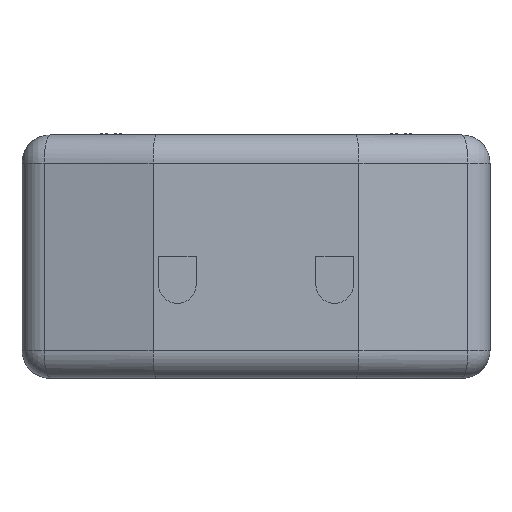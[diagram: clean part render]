
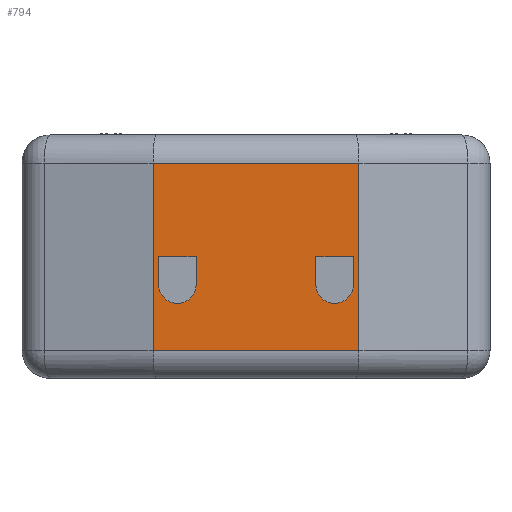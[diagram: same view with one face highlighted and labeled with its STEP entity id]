
A CAD part, left-side view. The second image highlights one B-rep face of the part: STEP entity #794.
In plain terms, the highlighted planar face has unit normal (-1, 0, 0).
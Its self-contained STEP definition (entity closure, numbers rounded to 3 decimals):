
#242 = DIRECTION ( 'NONE',  ( 0., 0., 1. ) ) ;
#502 = DIRECTION ( 'NONE',  ( 0., 0., 1. ) ) ;
#633 = DIRECTION ( 'NONE',  ( 0., 0., 1. ) ) ;
#765 = ORIENTED_EDGE ( 'NONE', *, *, #17483, .T. ) ;
#794 = ADVANCED_FACE ( 'NONE', ( #9122, #2815, #3473 ), #17290, .T. ) ;
#1145 = DIRECTION ( 'NONE',  ( 0., 0., 1. ) ) ;
#1177 = ORIENTED_EDGE ( 'NONE', *, *, #9659, .F. ) ;
#1391 = VERTEX_POINT ( 'NONE', #12040 ) ;
#1827 = CARTESIAN_POINT ( 'NONE',  ( -35.3, 5.2, -1.5 ) ) ;
#2033 = DIRECTION ( 'NONE',  ( 0., 1., 0. ) ) ;
#2160 = ORIENTED_EDGE ( 'NONE', *, *, #3092, .F. ) ;
#2672 = CARTESIAN_POINT ( 'NONE',  ( -35.3, 3.2, -1.5 ) ) ;
#2683 = VERTEX_POINT ( 'NONE', #11794 ) ;
#2755 = ORIENTED_EDGE ( 'NONE', *, *, #17685, .F. ) ;
#2815 = FACE_BOUND ( 'NONE', #7478, .T. ) ;
#2856 = CARTESIAN_POINT ( 'NONE',  ( -35.3, 0., 0. ) ) ;
#3039 = LINE ( 'NONE', #3835, #13721 ) ;
#3092 = EDGE_CURVE ( 'NONE', #2683, #16786, #5500, .T. ) ;
#3439 = VERTEX_POINT ( 'NONE', #3995 ) ;
#3473 = FACE_OUTER_BOUND ( 'NONE', #5467, .T. ) ;
#3679 = EDGE_CURVE ( 'NONE', #11483, #1391, #6641, .T. ) ;
#3835 = CARTESIAN_POINT ( 'NONE',  ( -35.3, 0., 5. ) ) ;
#3888 = VERTEX_POINT ( 'NONE', #1827 ) ;
#3929 = VECTOR ( 'NONE', #7240, 1000. ) ;
#3995 = CARTESIAN_POINT ( 'NONE',  ( -35.3, 5.2, 0. ) ) ;
#4552 = CARTESIAN_POINT ( 'NONE',  ( -35.3, 5.5, 5. ) ) ;
#4645 = EDGE_CURVE ( 'NONE', #8440, #10508, #3039, .T. ) ;
#4678 = CARTESIAN_POINT ( 'NONE',  ( -35.3, 3.2, 6.5 ) ) ;
#4710 = VECTOR ( 'NONE', #4861, 1000. ) ;
#4725 = LINE ( 'NONE', #2856, #11290 ) ;
#4861 = DIRECTION ( 'NONE',  ( 0., 0., -1. ) ) ;
#4862 = AXIS2_PLACEMENT_3D ( 'NONE', #18612, #18546, #1145 ) ;
#5107 = CARTESIAN_POINT ( 'NONE',  ( -35.3, -5.2, 6.5 ) ) ;
#5467 = EDGE_LOOP ( 'NONE', ( #765, #18445, #2755, #10203 ) ) ;
#5500 = CIRCLE ( 'NONE', #4862, 1. ) ;
#5535 = CARTESIAN_POINT ( 'NONE',  ( -35.3, -3.2, 6.5 ) ) ;
#6135 = ORIENTED_EDGE ( 'NONE', *, *, #17764, .F. ) ;
#6440 = DIRECTION ( 'NONE',  ( 0., 0., 1. ) ) ;
#6558 = AXIS2_PLACEMENT_3D ( 'NONE', #10689, #7501, #633 ) ;
#6641 = LINE ( 'NONE', #15977, #3929 ) ;
#6737 = VECTOR ( 'NONE', #12420, 1000. ) ;
#7240 = DIRECTION ( 'NONE',  ( 0., -1., 0. ) ) ;
#7277 = VERTEX_POINT ( 'NONE', #11139 ) ;
#7285 = CARTESIAN_POINT ( 'NONE',  ( -35.3, -5.5, 5. ) ) ;
#7478 = EDGE_LOOP ( 'NONE', ( #2160, #17936, #9848, #6135 ) ) ;
#7501 = DIRECTION ( 'NONE',  ( -1., 0., 0. ) ) ;
#7769 = CARTESIAN_POINT ( 'NONE',  ( -35.3, 3.2, 0. ) ) ;
#8440 = VERTEX_POINT ( 'NONE', #7285 ) ;
#8447 = VERTEX_POINT ( 'NONE', #12980 ) ;
#8600 = DIRECTION ( 'NONE',  ( 0., 1., 0. ) ) ;
#9020 = CIRCLE ( 'NONE', #6558, 1. ) ;
#9037 = DIRECTION ( 'NONE',  ( -1., 0., 0. ) ) ;
#9122 = FACE_BOUND ( 'NONE', #13498, .T. ) ;
#9308 = LINE ( 'NONE', #4678, #10216 ) ;
#9425 = ORIENTED_EDGE ( 'NONE', *, *, #18485, .F. ) ;
#9659 = EDGE_CURVE ( 'NONE', #17533, #3439, #12782, .T. ) ;
#9848 = ORIENTED_EDGE ( 'NONE', *, *, #16568, .F. ) ;
#10203 = ORIENTED_EDGE ( 'NONE', *, *, #4645, .T. ) ;
#10216 = VECTOR ( 'NONE', #502, 1000. ) ;
#10508 = VERTEX_POINT ( 'NONE', #4552 ) ;
#10539 = CARTESIAN_POINT ( 'NONE',  ( -35.3, 5.5, -5. ) ) ;
#10689 = CARTESIAN_POINT ( 'NONE',  ( -35.3, 4.2, -1.5 ) ) ;
#10888 = ORIENTED_EDGE ( 'NONE', *, *, #16710, .F. ) ;
#10933 = CARTESIAN_POINT ( 'NONE',  ( -35.3, -5.5, 6.5 ) ) ;
#11016 = EDGE_CURVE ( 'NONE', #15894, #17533, #9308, .T. ) ;
#11139 = CARTESIAN_POINT ( 'NONE',  ( -35.3, -3.2, 0. ) ) ;
#11179 = DIRECTION ( 'NONE',  ( 0., 1., 0. ) ) ;
#11290 = VECTOR ( 'NONE', #2033, 1000. ) ;
#11354 = DIRECTION ( 'NONE',  ( 0., 0., -1. ) ) ;
#11483 = VERTEX_POINT ( 'NONE', #10539 ) ;
#11780 = LINE ( 'NONE', #5535, #16590 ) ;
#11794 = CARTESIAN_POINT ( 'NONE',  ( -35.3, -3.2, -1.5 ) ) ;
#12040 = CARTESIAN_POINT ( 'NONE',  ( -35.3, -5.5, -5. ) ) ;
#12199 = VECTOR ( 'NONE', #15838, 1000. ) ;
#12420 = DIRECTION ( 'NONE',  ( 0., 0., -1. ) ) ;
#12782 = LINE ( 'NONE', #12832, #14804 ) ;
#12832 = CARTESIAN_POINT ( 'NONE',  ( -35.3, 0., 0. ) ) ;
#12980 = CARTESIAN_POINT ( 'NONE',  ( -35.3, -5.2, 0. ) ) ;
#12989 = CARTESIAN_POINT ( 'NONE',  ( -35.3, 5.2, 6.5 ) ) ;
#13117 = LINE ( 'NONE', #5107, #17239 ) ;
#13356 = LINE ( 'NONE', #14834, #4710 ) ;
#13498 = EDGE_LOOP ( 'NONE', ( #13533, #10888, #9425, #1177 ) ) ;
#13533 = ORIENTED_EDGE ( 'NONE', *, *, #11016, .F. ) ;
#13721 = VECTOR ( 'NONE', #11179, 1000. ) ;
#14220 = EDGE_CURVE ( 'NONE', #7277, #2683, #11780, .T. ) ;
#14638 = CARTESIAN_POINT ( 'NONE',  ( -35.3, -5.2, -1.5 ) ) ;
#14804 = VECTOR ( 'NONE', #8600, 1000. ) ;
#14834 = CARTESIAN_POINT ( 'NONE',  ( -35.3, 5.5, 6.5 ) ) ;
#15838 = DIRECTION ( 'NONE',  ( 0., 0., -1. ) ) ;
#15894 = VERTEX_POINT ( 'NONE', #2672 ) ;
#15977 = CARTESIAN_POINT ( 'NONE',  ( -35.3, -5.5, -5. ) ) ;
#16294 = LINE ( 'NONE', #12989, #12199 ) ;
#16568 = EDGE_CURVE ( 'NONE', #8447, #7277, #4725, .T. ) ;
#16590 = VECTOR ( 'NONE', #11354, 1000. ) ;
#16710 = EDGE_CURVE ( 'NONE', #3888, #15894, #9020, .T. ) ;
#16786 = VERTEX_POINT ( 'NONE', #14638 ) ;
#17239 = VECTOR ( 'NONE', #6440, 1000. ) ;
#17290 = PLANE ( 'NONE',  #17295 ) ;
#17295 = AXIS2_PLACEMENT_3D ( 'NONE', #18754, #9037, #242 ) ;
#17483 = EDGE_CURVE ( 'NONE', #10508, #11483, #13356, .T. ) ;
#17533 = VERTEX_POINT ( 'NONE', #7769 ) ;
#17685 = EDGE_CURVE ( 'NONE', #8440, #1391, #18357, .T. ) ;
#17764 = EDGE_CURVE ( 'NONE', #16786, #8447, #13117, .T. ) ;
#17936 = ORIENTED_EDGE ( 'NONE', *, *, #14220, .F. ) ;
#18357 = LINE ( 'NONE', #10933, #6737 ) ;
#18445 = ORIENTED_EDGE ( 'NONE', *, *, #3679, .T. ) ;
#18485 = EDGE_CURVE ( 'NONE', #3439, #3888, #16294, .T. ) ;
#18546 = DIRECTION ( 'NONE',  ( -1., 0., 0. ) ) ;
#18612 = CARTESIAN_POINT ( 'NONE',  ( -35.3, -4.2, -1.5 ) ) ;
#18754 = CARTESIAN_POINT ( 'NONE',  ( -35.3, 0., 6.5 ) ) ;
